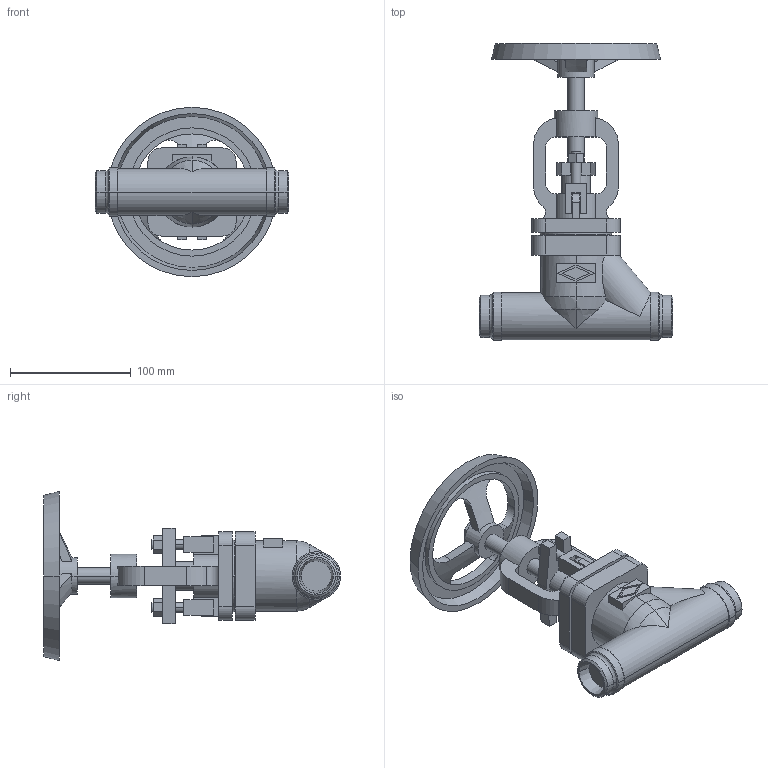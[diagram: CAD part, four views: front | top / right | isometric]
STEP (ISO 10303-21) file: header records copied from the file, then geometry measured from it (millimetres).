
FILE_DESCRIPTION(('OneSpaceDesigner STEP Export'),'2;1');
FILE_NAME('c000001359.stp','2005-01-14T10:27:03',(''),(''),'OneSpace Designer STEP processor (Jan. 2003) for AP203(Solid Model)','OneSpace Designer 12.01D 09-Jul-2004 (C) CoCreate Software GmbH','');
FILE_SCHEMA(('CONFIG_CONTROL_DESIGN'));
Length unit declared in the file: millimetre
Products named in the file (1): 1
Bounding box: 160 x 245.53 x 140 mm (x, y, z)
Volume: 654560.2 mm3; surface area: 115108.4 mm2
Topology: 1 solids, 1 shells, 239 faces, 618 edges, 400 vertices
Faces by surface type: plane 123, cylinder 78, cone 30, bspline 4, torus 4
Entity records: 7924 total; most frequent: CARTESIAN_POINT 2237, ORIENTED_EDGE 1236, DIRECTION 1077, EDGE_CURVE 618, VERTEX_POINT 400, VECTOR 361, LINE 361, AXIS2_PLACEMENT_3D 358
